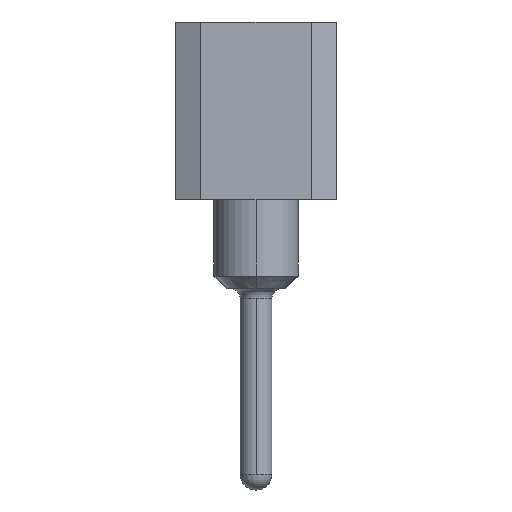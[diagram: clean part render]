
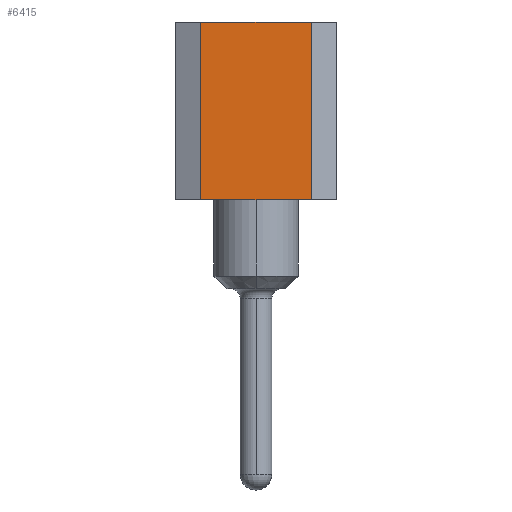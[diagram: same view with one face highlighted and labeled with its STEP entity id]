
A CAD part, front view. The second image highlights one B-rep face of the part: STEP entity #6415.
In plain terms, the highlighted planar face has unit normal (0, -1, 0).
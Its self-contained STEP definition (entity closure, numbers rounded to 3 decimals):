
#5679 = VERTEX_POINT('',#5680);
#5680 = CARTESIAN_POINT('',(-0.87,-11.43,4.21));
#5686 = EDGE_CURVE('',#5687,#5679,#5689,.T.);
#5687 = VERTEX_POINT('',#5688);
#5688 = CARTESIAN_POINT('',(0.87,-11.43,4.21));
#5689 = LINE('',#5690,#5691);
#5690 = CARTESIAN_POINT('',(0.87,-11.43,4.21));
#5691 = VECTOR('',#5692,1.);
#5692 = DIRECTION('',(-1.,0.,0.));
#6389 = EDGE_CURVE('',#6390,#5687,#6392,.T.);
#6390 = VERTEX_POINT('',#6391);
#6391 = CARTESIAN_POINT('',(0.87,-11.43,1.41));
#6392 = LINE('',#6393,#6394);
#6393 = CARTESIAN_POINT('',(0.87,-11.43,1.41));
#6394 = VECTOR('',#6395,1.);
#6395 = DIRECTION('',(0.,0.,1.));
#6415 = ADVANCED_FACE('',(#6416),#6434,.T.);
#6416 = FACE_BOUND('',#6417,.T.);
#6417 = EDGE_LOOP('',(#6418,#6419,#6427,#6433));
#6418 = ORIENTED_EDGE('',*,*,#5686,.T.);
#6419 = ORIENTED_EDGE('',*,*,#6420,.F.);
#6420 = EDGE_CURVE('',#6421,#5679,#6423,.T.);
#6421 = VERTEX_POINT('',#6422);
#6422 = CARTESIAN_POINT('',(-0.87,-11.43,1.41));
#6423 = LINE('',#6424,#6425);
#6424 = CARTESIAN_POINT('',(-0.87,-11.43,1.41));
#6425 = VECTOR('',#6426,1.);
#6426 = DIRECTION('',(0.,0.,1.));
#6427 = ORIENTED_EDGE('',*,*,#6428,.F.);
#6428 = EDGE_CURVE('',#6390,#6421,#6429,.T.);
#6429 = LINE('',#6430,#6431);
#6430 = CARTESIAN_POINT('',(0.87,-11.43,1.41));
#6431 = VECTOR('',#6432,1.);
#6432 = DIRECTION('',(-1.,0.,0.));
#6433 = ORIENTED_EDGE('',*,*,#6389,.T.);
#6434 = PLANE('',#6435);
#6435 = AXIS2_PLACEMENT_3D('',#6436,#6437,#6438);
#6436 = CARTESIAN_POINT('',(0.,-11.43,1.41));
#6437 = DIRECTION('',(0.,-1.,0.));
#6438 = DIRECTION('',(1.,0.,0.));
